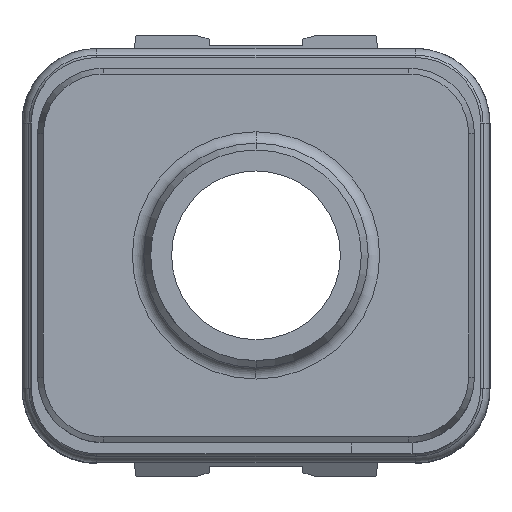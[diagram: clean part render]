
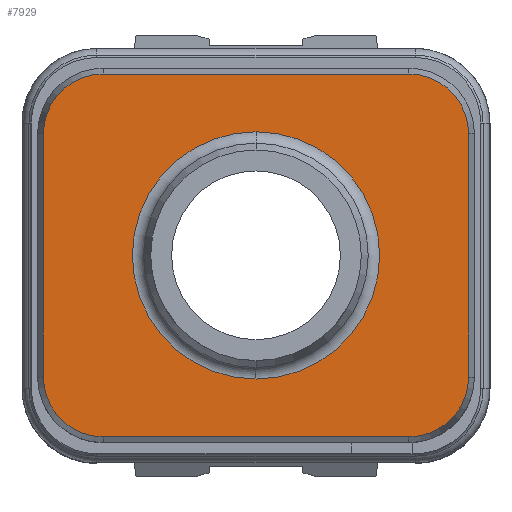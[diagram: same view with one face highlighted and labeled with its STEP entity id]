
A CAD part, top view. The second image highlights one B-rep face of the part: STEP entity #7929.
In plain terms, the highlighted planar face has unit normal (0, 0, 1).
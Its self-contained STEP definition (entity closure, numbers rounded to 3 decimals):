
#2317=CARTESIAN_POINT('',(-4.9,3.9,4.18));
#2318=DIRECTION('',(0.,0.,-1.));
#2319=DIRECTION('',(-1.,0.,0.));
#2320=AXIS2_PLACEMENT_3D('',#2317,#2318,#2319);
#2322=DIRECTION('',(1.,0.,0.));
#2323=VECTOR('',#2322,9.8);
#2324=CARTESIAN_POINT('',(-4.9,5.812,4.18));
#2325=LINE('',#2324,#2323);
#2326=CARTESIAN_POINT('',(4.9,3.9,4.18));
#2327=DIRECTION('',(0.,0.,-1.));
#2328=DIRECTION('',(0.,1.,0.));
#2329=AXIS2_PLACEMENT_3D('',#2326,#2327,#2328);
#2331=DIRECTION('',(0.,-1.,0.));
#2332=VECTOR('',#2331,7.8);
#2333=CARTESIAN_POINT('',(6.812,3.9,4.18));
#2334=LINE('',#2333,#2332);
#2335=CARTESIAN_POINT('',(4.9,-3.9,4.18));
#2336=DIRECTION('',(0.,0.,-1.));
#2337=DIRECTION('',(1.,0.,0.));
#2338=AXIS2_PLACEMENT_3D('',#2335,#2336,#2337);
#2340=DIRECTION('',(-1.,0.,0.));
#2341=VECTOR('',#2340,9.8);
#2342=CARTESIAN_POINT('',(4.9,-5.812,4.18));
#2343=LINE('',#2342,#2341);
#2344=CARTESIAN_POINT('',(-4.9,-3.9,4.18));
#2345=DIRECTION('',(0.,0.,-1.));
#2346=DIRECTION('',(0.,-1.,0.));
#2347=AXIS2_PLACEMENT_3D('',#2344,#2345,#2346);
#2349=DIRECTION('',(0.,1.,0.));
#2350=VECTOR('',#2349,7.8);
#2351=CARTESIAN_POINT('',(-6.812,-3.9,
4.18));
#2352=LINE('',#2351,#2350);
#2353=CARTESIAN_POINT('',(0.,0.,4.18));
#2354=DIRECTION('',(0.,0.,1.));
#2355=DIRECTION('',(0.,-1.,0.));
#2356=AXIS2_PLACEMENT_3D('',#2353,#2354,#2355);
#2358=CARTESIAN_POINT('',(0.,0.,4.18));
#2359=DIRECTION('',(0.,0.,1.));
#2360=DIRECTION('',(0.,1.,0.));
#2361=AXIS2_PLACEMENT_3D('',#2358,#2359,#2360);
#4077=CARTESIAN_POINT('',(-6.812,3.9,4.18));
#4078=CARTESIAN_POINT('',(-4.9,5.812,4.18));
#4079=VERTEX_POINT('',#4077);
#4080=VERTEX_POINT('',#4078);
#4083=CARTESIAN_POINT('',(4.9,5.812,4.18));
#4084=VERTEX_POINT('',#4083);
#4087=CARTESIAN_POINT('',(6.812,3.9,4.18));
#4088=VERTEX_POINT('',#4087);
#4091=CARTESIAN_POINT('',(6.812,-3.9,4.18));
#4092=VERTEX_POINT('',#4091);
#4095=CARTESIAN_POINT('',(4.9,-5.812,4.18));
#4096=VERTEX_POINT('',#4095);
#4099=CARTESIAN_POINT('',(-4.9,-5.812,
4.18));
#4100=VERTEX_POINT('',#4099);
#4103=CARTESIAN_POINT('',(-6.812,-3.9,4.18));
#4104=VERTEX_POINT('',#4103);
#4720=CARTESIAN_POINT('',(0.,-3.963,4.18));
#4721=CARTESIAN_POINT('',(0.,3.963,4.18));
#4722=VERTEX_POINT('',#4720);
#4723=VERTEX_POINT('',#4721);
#7901=CARTESIAN_POINT('',(0.,0.,4.18));
#7902=DIRECTION('',(0.,0.,-1.));
#7903=DIRECTION('',(1.,0.,0.));
#7904=AXIS2_PLACEMENT_3D('',#7901,#7902,#7903);
#7905=PLANE('',#7904);
#7907=ORIENTED_EDGE('',*,*,#7906,.T.);
#7909=ORIENTED_EDGE('',*,*,#7908,.T.);
#7911=ORIENTED_EDGE('',*,*,#7910,.T.);
#7913=ORIENTED_EDGE('',*,*,#7912,.T.);
#7915=ORIENTED_EDGE('',*,*,#7914,.T.);
#7917=ORIENTED_EDGE('',*,*,#7916,.T.);
#7919=ORIENTED_EDGE('',*,*,#7918,.T.);
#7921=ORIENTED_EDGE('',*,*,#7920,.T.);
#7922=EDGE_LOOP('',(#7907,#7909,#7911,#7913,#7915,#7917,#7919,#7921));
#7923=FACE_OUTER_BOUND('',#7922,.F.);
#7925=ORIENTED_EDGE('',*,*,#7924,.T.);
#7926=ORIENTED_EDGE('',*,*,#7891,.T.);
#7927=EDGE_LOOP('',(#7925,#7926));
#7928=FACE_BOUND('',#7927,.F.);
#7929=ADVANCED_FACE('',(#7923,#7928),#7905,.F.);
#2321=CIRCLE('',#2320,1.912);
#2330=CIRCLE('',#2329,1.912);
#2339=CIRCLE('',#2338,1.912);
#2348=CIRCLE('',#2347,1.912);
#2357=CIRCLE('',#2356,3.963);
#2362=CIRCLE('',#2361,3.963);
#7891=EDGE_CURVE('',#4723,#4722,#2362,.T.);
#7906=EDGE_CURVE('',#4079,#4080,#2321,.T.);
#7908=EDGE_CURVE('',#4080,#4084,#2325,.T.);
#7910=EDGE_CURVE('',#4084,#4088,#2330,.T.);
#7912=EDGE_CURVE('',#4088,#4092,#2334,.T.);
#7914=EDGE_CURVE('',#4092,#4096,#2339,.T.);
#7916=EDGE_CURVE('',#4096,#4100,#2343,.T.);
#7918=EDGE_CURVE('',#4100,#4104,#2348,.T.);
#7920=EDGE_CURVE('',#4104,#4079,#2352,.T.);
#7924=EDGE_CURVE('',#4722,#4723,#2357,.T.);
